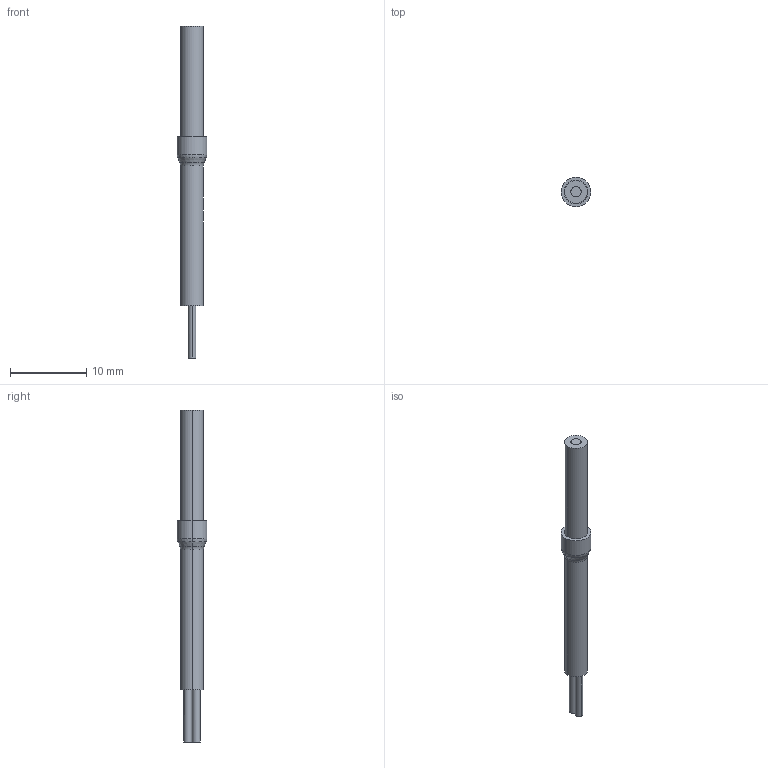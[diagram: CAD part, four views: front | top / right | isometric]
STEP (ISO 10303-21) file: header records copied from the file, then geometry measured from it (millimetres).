
FILE_DESCRIPTION (( 'STEP AP203' ), '1' );
FILE_NAME ('PD-X20.STEP', '2016-06-30T02:31:55', ( '' ), ( '' ), 'SwSTEP 2.0', 'SolidWorks 2013', '' );
FILE_SCHEMA (( 'CONFIG_CONTROL_DESIGN' ));
Length unit declared in the file: millimetre
Products named in the file (1): PD-X20
Bounding box: 3.9 x 3.9 x 43.51 mm (x, y, z)
Volume: 236.7 mm3; surface area: 734.5 mm2
Topology: 4 solids, 4 shells, 189 faces, 503 edges, 330 vertices
Faces by surface type: plane 115, cylinder 34, bspline 28, torus 8, cone 4
Entity records: 7666 total; most frequent: CARTESIAN_POINT 3079, ORIENTED_EDGE 1006, DIRECTION 847, EDGE_CURVE 503, VERTEX_POINT 330, LINE 285, VECTOR 285, AXIS2_PLACEMENT_3D 281
